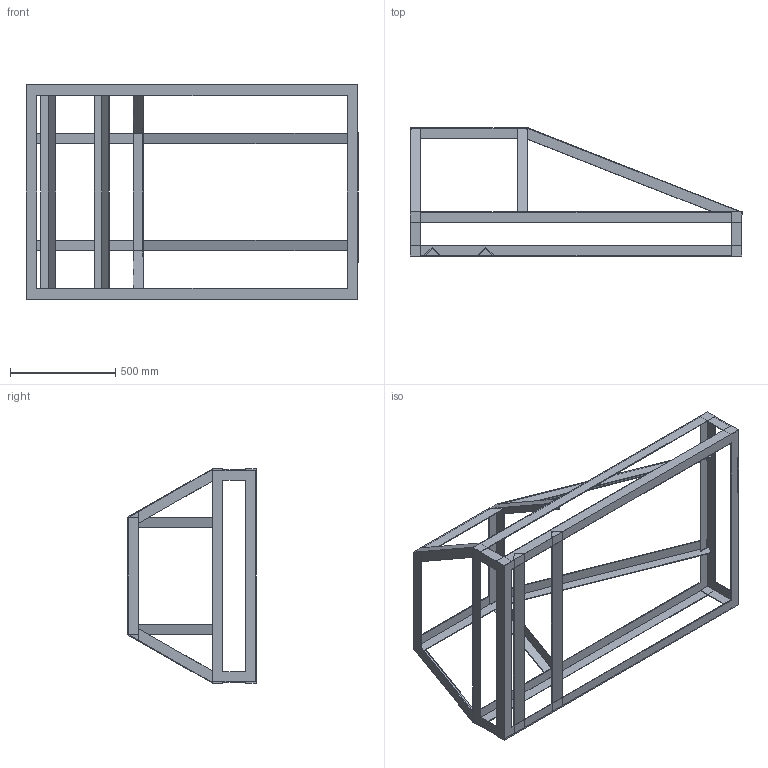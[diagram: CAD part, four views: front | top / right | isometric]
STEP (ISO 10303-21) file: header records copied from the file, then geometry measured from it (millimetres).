
FILE_DESCRIPTION (( 'STEP AP203' ), '1' );
FILE_NAME ('ACSV Soapbox Frame 2.1.STEP', '2024-05-10T03:30:12', ( '' ), ( '' ), 'SwSTEP 2.0', 'SolidWorks 2020', '' );
FILE_SCHEMA (( 'CONFIG_CONTROL_DESIGN' ));
Length unit declared in the file: inch
Products named in the file (1): ACSV Soapbox Frame 2.1
Bounding box: 1574.8 x 609.6 x 1016 mm (x, y, z)
Volume: 6083129 mm3; surface area: 3775142.6 mm2
Topology: 1 solids, 1 shells, 130 faces, 398 edges, 256 vertices
Faces by surface type: plane 130
Entity records: 4449 total; most frequent: ORIENTED_EDGE 796, CARTESIAN_POINT 785, DIRECTION 660, VECTOR 398, EDGE_CURVE 398, LINE 398, VERTEX_POINT 256, EDGE_LOOP 142
